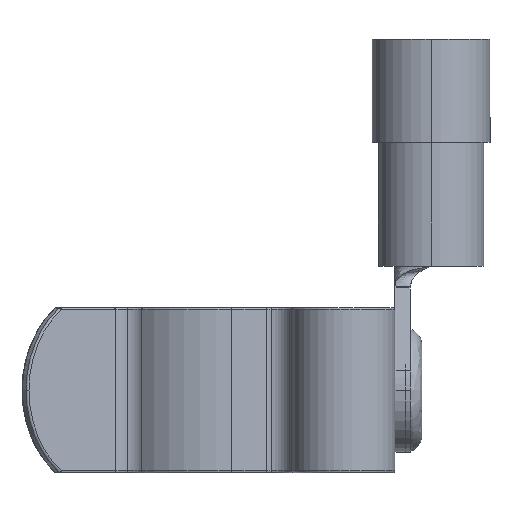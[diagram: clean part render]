
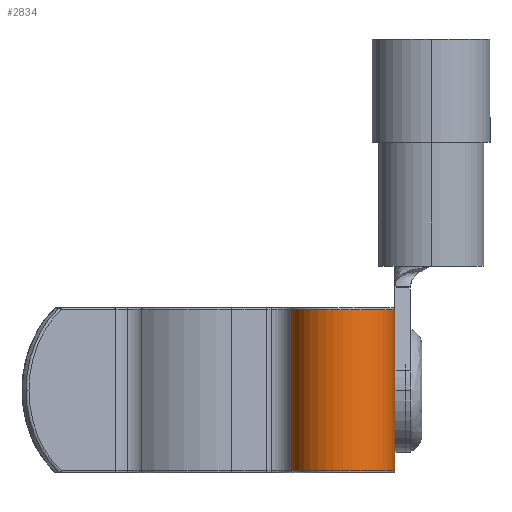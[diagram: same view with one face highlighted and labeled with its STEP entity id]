
A CAD part, left-side view. The second image highlights one B-rep face of the part: STEP entity #2834.
In plain terms, the highlighted cylindrical face has radius 2.5 mm (diameter 5 mm), a partial arc.
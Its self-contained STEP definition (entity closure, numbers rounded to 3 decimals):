
#484 = DIRECTION ( 'NONE',  ( 1., 0., 0. ) ) ;
#532 = DIRECTION ( 'NONE',  ( 1., 0., 0. ) ) ;
#1408 = CARTESIAN_POINT ( 'NONE',  ( -33.812, 20.809, -0.114 ) ) ;
#1426 = EDGE_CURVE ( 'NONE', #5068, #5229, #3222, .T. ) ;
#1429 = VERTEX_POINT ( 'NONE', #2456 ) ;
#1492 = CARTESIAN_POINT ( 'NONE',  ( -33.812, 18.309, -0.114 ) ) ;
#1600 = DIRECTION ( 'NONE',  ( 0., 0., -1. ) ) ;
#2456 = CARTESIAN_POINT ( 'NONE',  ( -33.812, 18.309, -0.014 ) ) ;
#2481 = CARTESIAN_POINT ( 'NONE',  ( -33.812, 23.309, 7.786 ) ) ;
#2546 = VECTOR ( 'NONE', #4917, 1000. ) ;
#2834 = ADVANCED_FACE ( 'NONE', ( #3781 ), #6796, .T. ) ;
#3048 = CIRCLE ( 'NONE', #6332, 2.5 ) ;
#3222 = LINE ( 'NONE', #6353, #2546 ) ;
#3723 = VECTOR ( 'NONE', #9318, 1000. ) ;
#3755 = AXIS2_PLACEMENT_3D ( 'NONE', #3864, #1600, #8537 ) ;
#3781 = FACE_OUTER_BOUND ( 'NONE', #5054, .T. ) ;
#3864 = CARTESIAN_POINT ( 'NONE',  ( -33.812, 20.809, 7.786 ) ) ;
#3924 = ORIENTED_EDGE ( 'NONE', *, *, #9559, .T. ) ;
#4471 = CARTESIAN_POINT ( 'NONE',  ( -33.812, 18.309, 7.786 ) ) ;
#4798 = ORIENTED_EDGE ( 'NONE', *, *, #7098, .T. ) ;
#4917 = DIRECTION ( 'NONE',  ( 0., 0., -1. ) ) ;
#5054 = EDGE_LOOP ( 'NONE', ( #7618, #5311, #4798, #3924 ) ) ;
#5068 = VERTEX_POINT ( 'NONE', #2481 ) ;
#5161 = DIRECTION ( 'NONE',  ( 0., 0., 1. ) ) ;
#5229 = VERTEX_POINT ( 'NONE', #8245 ) ;
#5311 = ORIENTED_EDGE ( 'NONE', *, *, #6889, .T. ) ;
#6160 = LINE ( 'NONE', #1492, #3723 ) ;
#6332 = AXIS2_PLACEMENT_3D ( 'NONE', #6846, #9999, #532 ) ;
#6353 = CARTESIAN_POINT ( 'NONE',  ( -33.812, 23.309, -0.114 ) ) ;
#6600 = AXIS2_PLACEMENT_3D ( 'NONE', #1408, #5161, #484 ) ;
#6796 = CYLINDRICAL_SURFACE ( 'NONE', #6600, 2.5 ) ;
#6846 = CARTESIAN_POINT ( 'NONE',  ( -33.812, 20.809, -0.014 ) ) ;
#6889 = EDGE_CURVE ( 'NONE', #5229, #1429, #3048, .T. ) ;
#7098 = EDGE_CURVE ( 'NONE', #1429, #7970, #6160, .T. ) ;
#7618 = ORIENTED_EDGE ( 'NONE', *, *, #1426, .T. ) ;
#7970 = VERTEX_POINT ( 'NONE', #4471 ) ;
#8171 = CIRCLE ( 'NONE', #3755, 2.5 ) ;
#8245 = CARTESIAN_POINT ( 'NONE',  ( -33.812, 23.309, -0.014 ) ) ;
#8537 = DIRECTION ( 'NONE',  ( 1., 0., 0. ) ) ;
#9318 = DIRECTION ( 'NONE',  ( 0., 0., 1. ) ) ;
#9559 = EDGE_CURVE ( 'NONE', #7970, #5068, #8171, .T. ) ;
#9999 = DIRECTION ( 'NONE',  ( 0., 0., 1. ) ) ;
